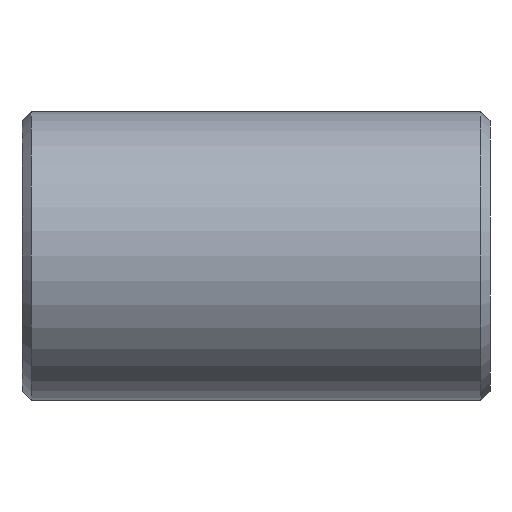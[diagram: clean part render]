
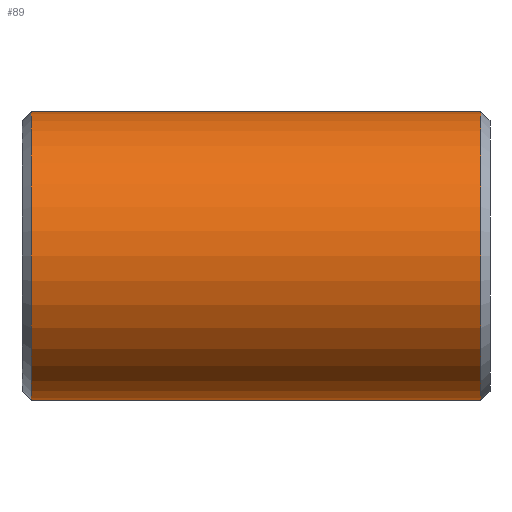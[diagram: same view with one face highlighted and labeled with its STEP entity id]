
A CAD part, front view. The second image highlights one B-rep face of the part: STEP entity #89.
In plain terms, the highlighted cylindrical face has radius 109.537 mm (diameter 219.075 mm), a partial arc.
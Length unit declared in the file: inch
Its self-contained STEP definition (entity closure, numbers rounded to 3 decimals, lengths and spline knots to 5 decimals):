
#14 = CIRCLE ( 'NONE', #225, 4.3125 ) ;
#29 = CARTESIAN_POINT ( 'NONE',  ( 7., 0., -4.3125 ) ) ;
#69 = AXIS2_PLACEMENT_3D ( 'NONE', #729, #173, #659 ) ;
#78 = AXIS2_PLACEMENT_3D ( 'NONE', #389, #639, #190 ) ;
#89 = ADVANCED_FACE ( 'NONE', ( #753 ), #455, .T. ) ;
#94 = ORIENTED_EDGE ( 'NONE', *, *, #534, .T. ) ;
#112 = CARTESIAN_POINT ( 'NONE',  ( 6.72933, 0., 0. ) ) ;
#136 = CIRCLE ( 'NONE', #69, 4.3125 ) ;
#155 = DIRECTION ( 'NONE',  ( -1., 0., 0. ) ) ;
#173 = DIRECTION ( 'NONE',  ( 1., 0., 0. ) ) ;
#190 = DIRECTION ( 'NONE',  ( 0., 0., 1. ) ) ;
#225 = AXIS2_PLACEMENT_3D ( 'NONE', #112, #597, #227 ) ;
#227 = DIRECTION ( 'NONE',  ( 0., 0., -1. ) ) ;
#245 = ORIENTED_EDGE ( 'NONE', *, *, #611, .T. ) ;
#259 = CARTESIAN_POINT ( 'NONE',  ( 6.72933, 0., -4.3125 ) ) ;
#260 = VERTEX_POINT ( 'NONE', #259 ) ;
#275 = LINE ( 'NONE', #652, #428 ) ;
#277 = EDGE_LOOP ( 'NONE', ( #805, #94, #245, #307 ) ) ;
#293 = CARTESIAN_POINT ( 'NONE',  ( -6.72933, 0., -4.3125 ) ) ;
#304 = VERTEX_POINT ( 'NONE', #315 ) ;
#307 = ORIENTED_EDGE ( 'NONE', *, *, #734, .T. ) ;
#315 = CARTESIAN_POINT ( 'NONE',  ( 6.72933, 0., 4.3125 ) ) ;
#345 = LINE ( 'NONE', #29, #650 ) ;
#348 = VERTEX_POINT ( 'NONE', #766 ) ;
#361 = EDGE_CURVE ( 'NONE', #260, #589, #345, .T. ) ;
#389 = CARTESIAN_POINT ( 'NONE',  ( 7., 0., 0. ) ) ;
#428 = VECTOR ( 'NONE', #155, 39.37008 ) ;
#455 = CYLINDRICAL_SURFACE ( 'NONE', #78, 4.3125 ) ;
#460 = DIRECTION ( 'NONE',  ( -1., 0., 0. ) ) ;
#534 = EDGE_CURVE ( 'NONE', #260, #304, #14, .T. ) ;
#589 = VERTEX_POINT ( 'NONE', #293 ) ;
#597 = DIRECTION ( 'NONE',  ( -1., 0., 0. ) ) ;
#611 = EDGE_CURVE ( 'NONE', #304, #348, #275, .T. ) ;
#639 = DIRECTION ( 'NONE',  ( -1., 0., 0. ) ) ;
#650 = VECTOR ( 'NONE', #460, 39.37008 ) ;
#652 = CARTESIAN_POINT ( 'NONE',  ( 7., 0., 4.3125 ) ) ;
#659 = DIRECTION ( 'NONE',  ( 0., 0., 1. ) ) ;
#729 = CARTESIAN_POINT ( 'NONE',  ( -6.72933, 0., 0. ) ) ;
#734 = EDGE_CURVE ( 'NONE', #348, #589, #136, .T. ) ;
#753 = FACE_OUTER_BOUND ( 'NONE', #277, .T. ) ;
#766 = CARTESIAN_POINT ( 'NONE',  ( -6.72933, 0., 4.3125 ) ) ;
#805 = ORIENTED_EDGE ( 'NONE', *, *, #361, .F. ) ;
